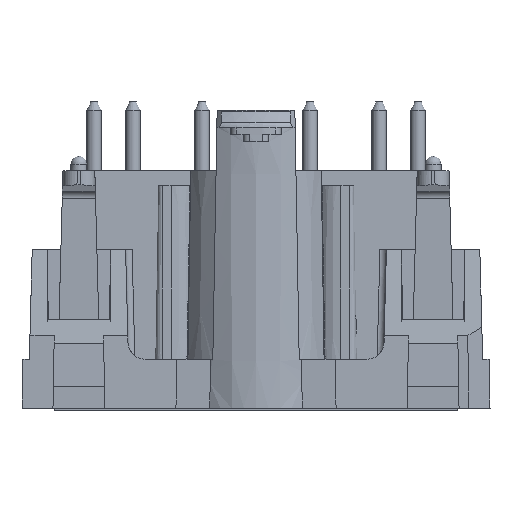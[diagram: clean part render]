
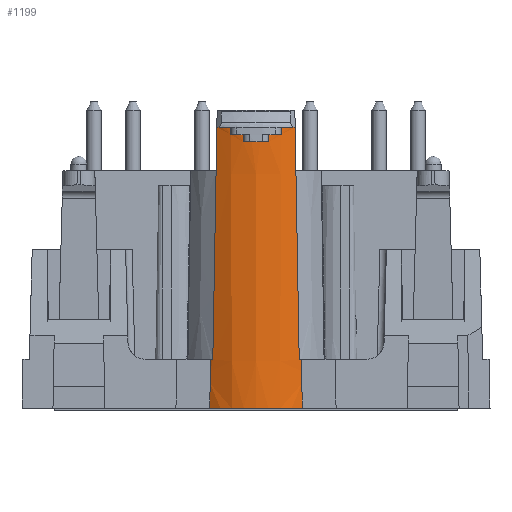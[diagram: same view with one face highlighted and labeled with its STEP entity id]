
A CAD part, left-side view. The second image highlights one B-rep face of the part: STEP entity #1199.
In plain terms, the highlighted conical face has half-angle 0.356 degrees and reference radius 5.5 mm.
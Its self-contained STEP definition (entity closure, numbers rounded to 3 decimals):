
#1199 = ADVANCED_FACE( '', ( #2557 ), #2558, .T. );
#2557 = FACE_OUTER_BOUND( '', #4028, .T. );
#2558 = CONICAL_SURFACE( '', #4029, 5.5, 0.006 );
#4028 = EDGE_LOOP( '', ( #7644, #7645, #7646, #7647, #7648, #7649, #7650, #7651, #7652, #7653, #7654, #7655, #7656, #7657, #7658, #7659 ) );
#4029 = AXIS2_PLACEMENT_3D( '', #7660, #7661, #7662 );
#7644 = ORIENTED_EDGE( '', *, *, #8549, .F. );
#7645 = ORIENTED_EDGE( '', *, *, #9279, .F. );
#7646 = ORIENTED_EDGE( '', *, *, #9823, .T. );
#7647 = ORIENTED_EDGE( '', *, *, #9668, .F. );
#7648 = ORIENTED_EDGE( '', *, *, #9602, .T. );
#7649 = ORIENTED_EDGE( '', *, *, #8393, .T. );
#7650 = ORIENTED_EDGE( '', *, *, #9363, .T. );
#7651 = ORIENTED_EDGE( '', *, *, #9612, .T. );
#7652 = ORIENTED_EDGE( '', *, *, #9814, .T. );
#7653 = ORIENTED_EDGE( '', *, *, #9079, .T. );
#7654 = ORIENTED_EDGE( '', *, *, #9824, .T. );
#7655 = ORIENTED_EDGE( '', *, *, #9787, .T. );
#7656 = ORIENTED_EDGE( '', *, *, #9825, .T. );
#7657 = ORIENTED_EDGE( '', *, *, #9356, .F. );
#7658 = ORIENTED_EDGE( '', *, *, #8689, .T. );
#7659 = ORIENTED_EDGE( '', *, *, #9648, .T. );
#7660 = CARTESIAN_POINT( '', ( -27.5, 0., 3.4 ) );
#7661 = DIRECTION( '', ( 0., 0., 1. ) );
#7662 = DIRECTION( '', ( -1., 0., 0. ) );
#8393 = EDGE_CURVE( '', #10018, #10016, #10019, .T. );
#8549 = EDGE_CURVE( '', #10302, #10304, #10305, .T. );
#8689 = EDGE_CURVE( '', #10548, #10555, #10557, .T. );
#9079 = EDGE_CURVE( '', #11170, #11168, #11171, .T. );
#9279 = EDGE_CURVE( '', #11343, #10302, #11449, .T. );
#9356 = EDGE_CURVE( '', #10548, #11569, #11570, .T. );
#9363 = EDGE_CURVE( '', #10016, #11579, #11581, .T. );
#9602 = EDGE_CURVE( '', #11903, #10018, #11904, .T. );
#9612 = EDGE_CURVE( '', #11579, #11916, #11918, .T. );
#9648 = EDGE_CURVE( '', #10555, #10304, #11960, .T. );
#9668 = EDGE_CURVE( '', #11903, #11982, #11983, .T. );
#9787 = EDGE_CURVE( '', #12112, #12110, #12113, .T. );
#9814 = EDGE_CURVE( '', #11916, #11170, #12142, .T. );
#9823 = EDGE_CURVE( '', #11343, #11982, #12151, .T. );
#9824 = EDGE_CURVE( '', #11168, #12112, #12152, .T. );
#9825 = EDGE_CURVE( '', #12110, #11569, #12153, .T. );
#10016 = VERTEX_POINT( '', #12372 );
#10018 = VERTEX_POINT( '', #12375 );
#10019 = LINE( '', #12376, #12377 );
#10302 = VERTEX_POINT( '', #12797 );
#10304 = VERTEX_POINT( '', #12800 );
#10305 = CIRCLE( '', #12801, 5.479 );
#10548 = VERTEX_POINT( '', #13141 );
#10555 = VERTEX_POINT( '', #13149 );
#10557 = CIRCLE( '', #13151, 5.5 );
#11168 = VERTEX_POINT( '', #14074 );
#11170 = VERTEX_POINT( '', #14077 );
#11171 = LINE( '', #14078, #14079 );
#11343 = VERTEX_POINT( '', #14345 );
#11449 = ELLIPSE( '', #14487, 255.779, 4.172 );
#11569 = VERTEX_POINT( '', #14655 );
#11570 = ELLIPSE( '', #14656, 430.867, 7.027 );
#11579 = VERTEX_POINT( '', #14669 );
#11581 = CIRCLE( '', #14672, 5.597 );
#11903 = VERTEX_POINT( '', #15109 );
#11904 = CIRCLE( '', #15110, 5.6 );
#11916 = VERTEX_POINT( '', #15129 );
#11918 = LINE( '', #15132, #15133 );
#11960 = ELLIPSE( '', #15193, 255.779, 4.172 );
#11982 = VERTEX_POINT( '', #15225 );
#11983 = ELLIPSE( '', #15226, 430.867, 7.027 );
#12110 = VERTEX_POINT( '', #15397 );
#12112 = VERTEX_POINT( '', #15400 );
#12113 = LINE( '', #15401, #15402 );
#12142 = CIRCLE( '', #15444, 5.594 );
#12151 = CIRCLE( '', #15463, 5.5 );
#12152 = CIRCLE( '', #15464, 5.597 );
#12153 = CIRCLE( '', #15465, 5.6 );
#12372 = CARTESIAN_POINT( '', ( -32.816, -1.75, 19. ) );
#12375 = CARTESIAN_POINT( '', ( -32.82, -1.75, 19.5 ) );
#12376 = CARTESIAN_POINT( '', ( -32.818, -1.75, 19.25 ) );
#12377 = VECTOR( '', #15649, 1000. );
#12797 = CARTESIAN_POINT( '', ( -31.941, -3.209, 0. ) );
#12800 = CARTESIAN_POINT( '', ( -31.941, 3.209, 0. ) );
#12801 = AXIS2_PLACEMENT_3D( '', #15837, #15838, #15839 );
#13141 = CARTESIAN_POINT( '', ( -32.11, 3., 3.4 ) );
#13149 = CARTESIAN_POINT( '', ( -32., 3.162, 3.4 ) );
#13151 = AXIS2_PLACEMENT_3D( '', #16019, #16020, #16021 );
#14074 = CARTESIAN_POINT( '', ( -33.024, 0.9, 19. ) );
#14077 = CARTESIAN_POINT( '', ( -33.021, 0.9, 18.5 ) );
#14078 = CARTESIAN_POINT( '', ( -33.022, 0.9, 18.75 ) );
#14079 = VECTOR( '', #16485, 1000. );
#14345 = CARTESIAN_POINT( '', ( -32., -3.162, 3.4 ) );
#14487 = AXIS2_PLACEMENT_3D( '', #16703, #16704, #16705 );
#14655 = CARTESIAN_POINT( '', ( -32.396, 2.719, 19.5 ) );
#14656 = AXIS2_PLACEMENT_3D( '', #16816, #16817, #16818 );
#14669 = CARTESIAN_POINT( '', ( -33.024, -0.9, 19. ) );
#14672 = AXIS2_PLACEMENT_3D( '', #16827, #16828, #16829 );
#15109 = CARTESIAN_POINT( '', ( -32.396, -2.719, 19.5 ) );
#15110 = AXIS2_PLACEMENT_3D( '', #17123, #17124, #17125 );
#15129 = CARTESIAN_POINT( '', ( -33.021, -0.9, 18.5 ) );
#15132 = CARTESIAN_POINT( '', ( -33.022, -0.9, 18.75 ) );
#15133 = VECTOR( '', #17131, 1000. );
#15193 = AXIS2_PLACEMENT_3D( '', #17159, #17160, #17161 );
#15225 = CARTESIAN_POINT( '', ( -32.11, -3., 3.4 ) );
#15226 = AXIS2_PLACEMENT_3D( '', #17177, #17178, #17179 );
#15397 = CARTESIAN_POINT( '', ( -32.82, 1.75, 19.5 ) );
#15400 = CARTESIAN_POINT( '', ( -32.816, 1.75, 19. ) );
#15401 = CARTESIAN_POINT( '', ( -32.818, 1.75, 19.25 ) );
#15402 = VECTOR( '', #17291, 1000. );
#15444 = AXIS2_PLACEMENT_3D( '', #17305, #17306, #17307 );
#15463 = AXIS2_PLACEMENT_3D( '', #17312, #17313, #17314 );
#15464 = AXIS2_PLACEMENT_3D( '', #17315, #17316, #17317 );
#15465 = AXIS2_PLACEMENT_3D( '', #17318, #17319, #17320 );
#15649 = DIRECTION( '', ( 0.007, 0., -1. ) );
#15837 = CARTESIAN_POINT( '', ( -27.5, 0., 0. ) );
#15838 = DIRECTION( '', ( 0., 0., -1. ) );
#15839 = DIRECTION( '', ( 1., 0., 0. ) );
#16019 = CARTESIAN_POINT( '', ( -27.5, 0., 3.4 ) );
#16020 = DIRECTION( '', ( 0., 0., -1. ) );
#16021 = DIRECTION( '', ( -1., 0., 0. ) );
#16485 = DIRECTION( '', ( -0.006, 0., 1. ) );
#16703 = CARTESIAN_POINT( '', ( -29.088, 0., -163.403 ) );
#16704 = DIRECTION( '', ( 1., 0., 0.017 ) );
#16705 = DIRECTION( '', ( -0.017, 0., 1. ) );
#16816 = CARTESIAN_POINT( '', ( -27.5, -2.676, 328.565 ) );
#16817 = DIRECTION( '', ( 0., 1., 0.017 ) );
#16818 = DIRECTION( '', ( 0., -0.017, 1. ) );
#16827 = CARTESIAN_POINT( '', ( -27.5, 0., 19. ) );
#16828 = DIRECTION( '', ( 0., 0., -1. ) );
#16829 = DIRECTION( '', ( -1., 0., 0. ) );
#17123 = CARTESIAN_POINT( '', ( -27.5, 0., 19.5 ) );
#17124 = DIRECTION( '', ( 0., 0., -1. ) );
#17125 = DIRECTION( '', ( -1., 0., 0. ) );
#17131 = DIRECTION( '', ( 0.006, 0., -1. ) );
#17159 = CARTESIAN_POINT( '', ( -29.088, 0., -163.403 ) );
#17160 = DIRECTION( '', ( -1., 0., -0.017 ) );
#17161 = DIRECTION( '', ( -0.017, 0., 1. ) );
#17177 = CARTESIAN_POINT( '', ( -27.5, 2.676, 328.565 ) );
#17178 = DIRECTION( '', ( 0., -1., 0.017 ) );
#17179 = DIRECTION( '', ( 0., 0.017, 1. ) );
#17291 = DIRECTION( '', ( -0.007, 0., 1. ) );
#17305 = CARTESIAN_POINT( '', ( -27.5, 0., 18.5 ) );
#17306 = DIRECTION( '', ( 0., 0., -1. ) );
#17307 = DIRECTION( '', ( -1., 0., 0. ) );
#17312 = CARTESIAN_POINT( '', ( -27.5, 0., 3.4 ) );
#17313 = DIRECTION( '', ( 0., 0., -1. ) );
#17314 = DIRECTION( '', ( -1., 0., 0. ) );
#17315 = CARTESIAN_POINT( '', ( -27.5, 0., 19. ) );
#17316 = DIRECTION( '', ( 0., 0., -1. ) );
#17317 = DIRECTION( '', ( -1., 0., 0. ) );
#17318 = CARTESIAN_POINT( '', ( -27.5, 0., 19.5 ) );
#17319 = DIRECTION( '', ( 0., 0., -1. ) );
#17320 = DIRECTION( '', ( -1., 0., 0. ) );
